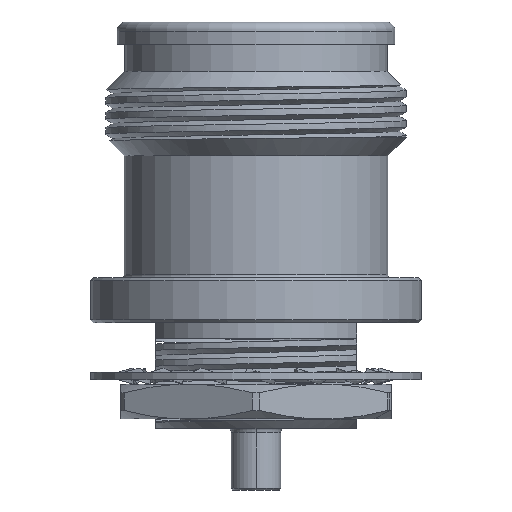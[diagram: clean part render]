
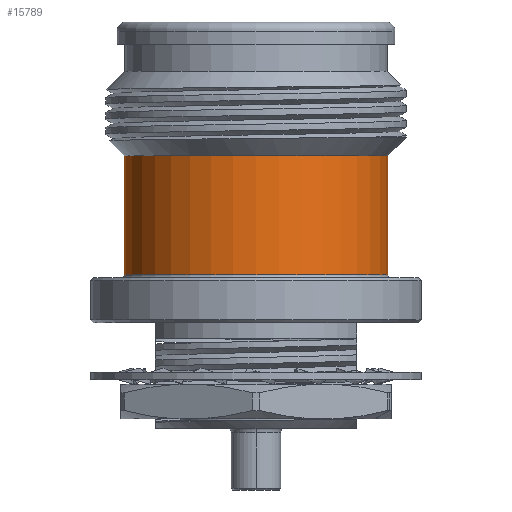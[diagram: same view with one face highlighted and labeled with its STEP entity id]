
A CAD part, front view. The second image highlights one B-rep face of the part: STEP entity #15789.
In plain terms, the highlighted cylindrical face has radius 8.75 mm (diameter 17.5 mm), a partial arc.
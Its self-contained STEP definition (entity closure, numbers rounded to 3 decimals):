
#782 = VERTEX_POINT ( 'NONE', #10895 ) ;
#929 = CARTESIAN_POINT ( 'NONE',  ( -8.75, 0., 18.1 ) ) ;
#1624 = LINE ( 'NONE', #17091, #2202 ) ;
#1733 = DIRECTION ( 'NONE',  ( 0., 0., -1. ) ) ;
#1922 = CARTESIAN_POINT ( 'NONE',  ( -8.75, 0., 0. ) ) ;
#2033 = DIRECTION ( 'NONE',  ( 0., 0., -1. ) ) ;
#2202 = VECTOR ( 'NONE', #1733, 1000. ) ;
#3086 = DIRECTION ( 'NONE',  ( 1., 0., 0. ) ) ;
#3593 = LINE ( 'NONE', #1922, #5528 ) ;
#3597 = AXIS2_PLACEMENT_3D ( 'NONE', #4793, #18373, #3086 ) ;
#3733 = FACE_OUTER_BOUND ( 'NONE', #8542, .T. ) ;
#4326 = CARTESIAN_POINT ( 'NONE',  ( -8.75, 0., 10.2 ) ) ;
#4793 = CARTESIAN_POINT ( 'NONE',  ( 0., 0., 10.2 ) ) ;
#5528 = VECTOR ( 'NONE', #2033, 1000. ) ;
#5712 = EDGE_CURVE ( 'NONE', #18368, #782, #1624, .T. ) ;
#5728 = CARTESIAN_POINT ( 'NONE',  ( 8.75, 0., 18.1 ) ) ;
#7268 = ORIENTED_EDGE ( 'NONE', *, *, #5712, .F. ) ;
#7939 = CIRCLE ( 'NONE', #3597, 8.75 ) ;
#8542 = EDGE_LOOP ( 'NONE', ( #7268, #13764, #18737, #19697 ) ) ;
#10314 = DIRECTION ( 'NONE',  ( 0., 0., -1. ) ) ;
#10895 = CARTESIAN_POINT ( 'NONE',  ( 8.75, 0., 10.2 ) ) ;
#12410 = CYLINDRICAL_SURFACE ( 'NONE', #21015, 8.75 ) ;
#13105 = EDGE_CURVE ( 'NONE', #13208, #782, #7939, .T. ) ;
#13208 = VERTEX_POINT ( 'NONE', #4326 ) ;
#13764 = ORIENTED_EDGE ( 'NONE', *, *, #17303, .T. ) ;
#13993 = DIRECTION ( 'NONE',  ( -1., 0., 0. ) ) ;
#15697 = CARTESIAN_POINT ( 'NONE',  ( 0., 0., 0. ) ) ;
#15789 = ADVANCED_FACE ( 'NONE', ( #3733 ), #12410, .T. ) ;
#15920 = DIRECTION ( 'NONE',  ( 0., 0., -1. ) ) ;
#17091 = CARTESIAN_POINT ( 'NONE',  ( 8.75, 0., 0. ) ) ;
#17303 = EDGE_CURVE ( 'NONE', #18368, #19440, #18151, .T. ) ;
#17857 = EDGE_CURVE ( 'NONE', #19440, #13208, #3593, .T. ) ;
#18151 = CIRCLE ( 'NONE', #21050, 8.75 ) ;
#18368 = VERTEX_POINT ( 'NONE', #5728 ) ;
#18373 = DIRECTION ( 'NONE',  ( 0., 0., 1. ) ) ;
#18716 = DIRECTION ( 'NONE',  ( -1., 0., 0. ) ) ;
#18737 = ORIENTED_EDGE ( 'NONE', *, *, #17857, .T. ) ;
#18956 = CARTESIAN_POINT ( 'NONE',  ( 0., 0., 18.1 ) ) ;
#19440 = VERTEX_POINT ( 'NONE', #929 ) ;
#19697 = ORIENTED_EDGE ( 'NONE', *, *, #13105, .T. ) ;
#21015 = AXIS2_PLACEMENT_3D ( 'NONE', #15697, #15920, #13993 ) ;
#21050 = AXIS2_PLACEMENT_3D ( 'NONE', #18956, #10314, #18716 ) ;
